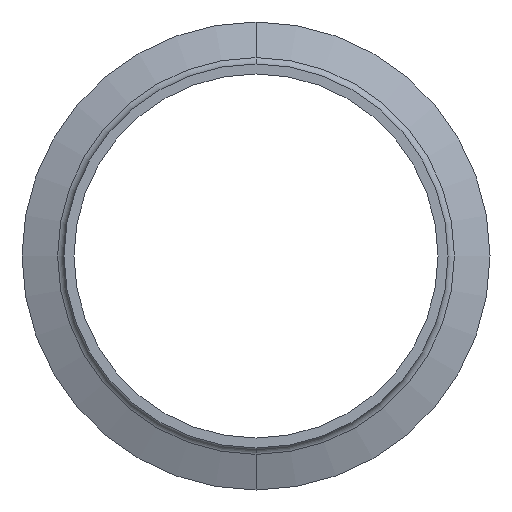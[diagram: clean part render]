
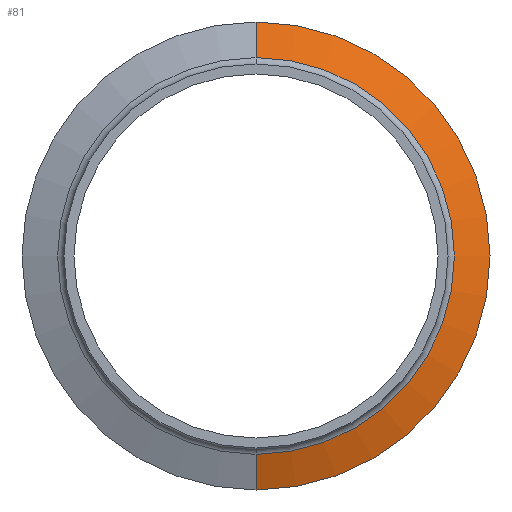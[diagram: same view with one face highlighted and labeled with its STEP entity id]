
A CAD part, front view. The second image highlights one B-rep face of the part: STEP entity #81.
In plain terms, the highlighted conical face has half-angle 70 degrees and reference radius 38.695 mm.
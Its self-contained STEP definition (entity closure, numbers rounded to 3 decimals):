
#3 = LINE ( 'NONE', #489, #569 ) ;
#13 = VERTEX_POINT ( 'NONE', #467 ) ;
#25 = VERTEX_POINT ( 'NONE', #131 ) ;
#42 = DIRECTION ( 'NONE',  ( 0., 1., 0. ) ) ;
#45 = DIRECTION ( 'NONE',  ( 0., 0., 1. ) ) ;
#62 = ORIENTED_EDGE ( 'NONE', *, *, #632, .F. ) ;
#81 = ADVANCED_FACE ( 'NONE', ( #110 ), #670, .T. ) ;
#105 = EDGE_CURVE ( 'NONE', #122, #25, #190, .T. ) ;
#110 = FACE_OUTER_BOUND ( 'NONE', #229, .T. ) ;
#114 = CIRCLE ( 'NONE', #147, 38.695 ) ;
#122 = VERTEX_POINT ( 'NONE', #546 ) ;
#131 = CARTESIAN_POINT ( 'NONE',  ( 19.587, -30.854, -32.803 ) ) ;
#147 = AXIS2_PLACEMENT_3D ( 'NONE', #535, #481, #306 ) ;
#156 = DIRECTION ( 'NONE',  ( 0., 0.342, 0.94 ) ) ;
#190 = CIRCLE ( 'NONE', #703, 32.803 ) ;
#193 = VECTOR ( 'NONE', #613, 1000. ) ;
#229 = EDGE_LOOP ( 'NONE', ( #564, #580, #498, #62 ) ) ;
#253 = DIRECTION ( 'NONE',  ( 0., 0., 1. ) ) ;
#256 = EDGE_CURVE ( 'NONE', #25, #13, #571, .T. ) ;
#306 = DIRECTION ( 'NONE',  ( 0., 0., 1. ) ) ;
#375 = CARTESIAN_POINT ( 'NONE',  ( 19.587, -28.71, 0. ) ) ;
#420 = CARTESIAN_POINT ( 'NONE',  ( 19.587, -30.854, 0. ) ) ;
#422 = CARTESIAN_POINT ( 'NONE',  ( 19.587, -28.71, 38.695 ) ) ;
#467 = CARTESIAN_POINT ( 'NONE',  ( 19.587, -28.71, -38.695 ) ) ;
#479 = EDGE_CURVE ( 'NONE', #672, #13, #114, .T. ) ;
#481 = DIRECTION ( 'NONE',  ( 0., 1., 0. ) ) ;
#489 = CARTESIAN_POINT ( 'NONE',  ( 19.587, -28.71, 38.695 ) ) ;
#498 = ORIENTED_EDGE ( 'NONE', *, *, #479, .F. ) ;
#535 = CARTESIAN_POINT ( 'NONE',  ( 19.587, -28.71, 0. ) ) ;
#546 = CARTESIAN_POINT ( 'NONE',  ( 19.587, -30.854, 32.803 ) ) ;
#550 = AXIS2_PLACEMENT_3D ( 'NONE', #375, #42, #253 ) ;
#564 = ORIENTED_EDGE ( 'NONE', *, *, #105, .T. ) ;
#569 = VECTOR ( 'NONE', #156, 1000. ) ;
#571 = LINE ( 'NONE', #660, #193 ) ;
#580 = ORIENTED_EDGE ( 'NONE', *, *, #256, .T. ) ;
#613 = DIRECTION ( 'NONE',  ( 0., 0.342, -0.94 ) ) ;
#632 = EDGE_CURVE ( 'NONE', #122, #672, #3, .T. ) ;
#642 = DIRECTION ( 'NONE',  ( 0., 1., 0. ) ) ;
#660 = CARTESIAN_POINT ( 'NONE',  ( 19.587, -28.71, -38.695 ) ) ;
#670 = CONICAL_SURFACE ( 'NONE', #550, 38.695, 1.222 ) ;
#672 = VERTEX_POINT ( 'NONE', #422 ) ;
#703 = AXIS2_PLACEMENT_3D ( 'NONE', #420, #642, #45 ) ;
